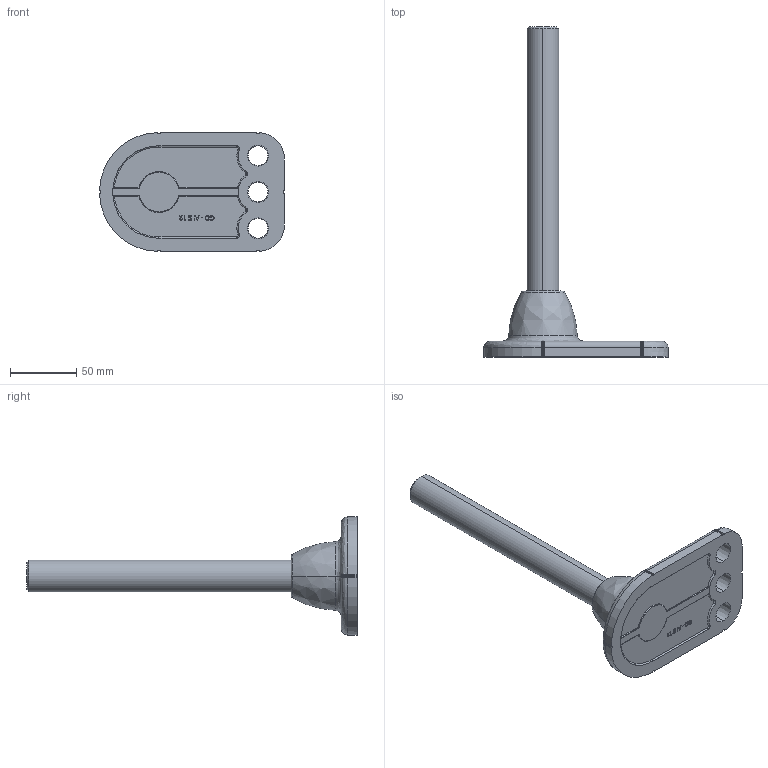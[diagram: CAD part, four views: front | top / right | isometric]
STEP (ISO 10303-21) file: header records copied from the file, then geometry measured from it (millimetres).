
FILE_DESCRIPTION (( 'STEP AP214' ), '1' );
FILE_NAME ('9F20090A20200M.STEP', '2014-09-30T08:45:17', ( 'Not-Admin' ), ( 'Hewlett-Packard Company' ), 'SwSTEP 2.0', 'SolidWorks 2014', '' );
FILE_SCHEMA (( 'AUTOMOTIVE_DESIGN' ));
Length unit declared in the file: millimetre
Products named in the file (1): 9F20090A20200M
Bounding box: 139.99 x 250 x 90 mm (x, y, z)
Volume: 286890.6 mm3; surface area: 53094.3 mm2
Topology: 2 solids, 2 shells, 277 faces, 700 edges, 436 vertices
Faces by surface type: bspline 102, plane 102, cylinder 50, cone 23
Entity records: 15385 total; most frequent: CARTESIAN_POINT 6289, ORIENTED_EDGE 1388, DIRECTION 1035, EDGE_CURVE 694, VERTEX_POINT 436, AXIS2_PLACEMENT_3D 350, LINE 335, VECTOR 335
